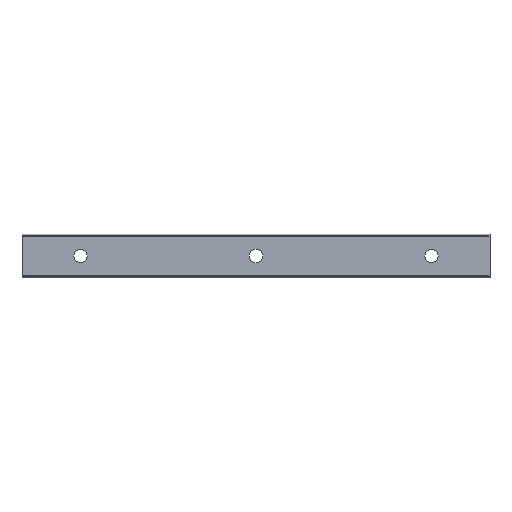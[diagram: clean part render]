
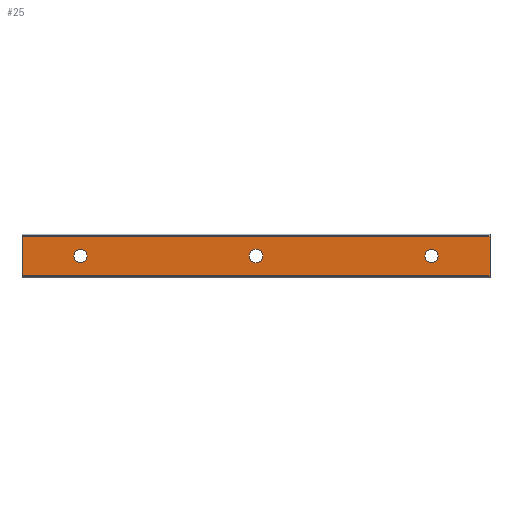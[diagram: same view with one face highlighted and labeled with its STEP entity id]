
A CAD part, front view. The second image highlights one B-rep face of the part: STEP entity #25.
In plain terms, the highlighted planar face has unit normal (0, -1, 0).
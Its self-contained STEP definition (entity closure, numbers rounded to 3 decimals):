
#3 = CARTESIAN_POINT ( 'NONE',  ( 140., 0., 6.786 ) ) ;
#13 = VECTOR ( 'NONE', #1489, 1000. ) ;
#25 = ADVANCED_FACE ( 'NONE', ( #777, #1270, #630, #346 ), #1713, .F. ) ;
#35 = VECTOR ( 'NONE', #562, 1000. ) ;
#75 = VERTEX_POINT ( 'NONE', #1105 ) ;
#87 = ORIENTED_EDGE ( 'NONE', *, *, #121, .F. ) ;
#111 = AXIS2_PLACEMENT_3D ( 'NONE', #714, #1788, #1496 ) ;
#113 = VECTOR ( 'NONE', #1372, 1000. ) ;
#119 = EDGE_CURVE ( 'NONE', #631, #1384, #614, .T. ) ;
#121 = EDGE_CURVE ( 'NONE', #1094, #75, #1308, .T. ) ;
#174 = EDGE_CURVE ( 'NONE', #1455, #769, #975, .T. ) ;
#194 = DIRECTION ( 'NONE',  ( 0., 1., 0. ) ) ;
#202 = DIRECTION ( 'NONE',  ( 0., 0., 1. ) ) ;
#226 = ORIENTED_EDGE ( 'NONE', *, *, #1747, .F. ) ;
#277 = LINE ( 'NONE', #905, #113 ) ;
#346 = FACE_BOUND ( 'NONE', #1451, .T. ) ;
#359 = EDGE_LOOP ( 'NONE', ( #226, #1206 ) ) ;
#397 = AXIS2_PLACEMENT_3D ( 'NONE', #472, #1097, #1997 ) ;
#404 = CARTESIAN_POINT ( 'NONE',  ( 0., 0., 0. ) ) ;
#413 = DIRECTION ( 'NONE',  ( 0., -1., 0. ) ) ;
#472 = CARTESIAN_POINT ( 'NONE',  ( 0., 0., 0. ) ) ;
#522 = CARTESIAN_POINT ( 'NONE',  ( 0., 0., 2.25 ) ) ;
#562 = DIRECTION ( 'NONE',  ( 0., 0., -1. ) ) ;
#576 = CARTESIAN_POINT ( 'NONE',  ( -20., 0., 6.786 ) ) ;
#614 = CIRCLE ( 'NONE', #1893, 2.25 ) ;
#630 = FACE_BOUND ( 'NONE', #359, .T. ) ;
#631 = VERTEX_POINT ( 'NONE', #866 ) ;
#665 = DIRECTION ( 'NONE',  ( 0., 0., 1. ) ) ;
#668 = EDGE_CURVE ( 'NONE', #1142, #1302, #1009, .T. ) ;
#714 = CARTESIAN_POINT ( 'NONE',  ( 60., 0., 0. ) ) ;
#769 = VERTEX_POINT ( 'NONE', #1875 ) ;
#777 = FACE_OUTER_BOUND ( 'NONE', #1217, .T. ) ;
#782 = EDGE_CURVE ( 'NONE', #1384, #631, #1802, .T. ) ;
#820 = ORIENTED_EDGE ( 'NONE', *, *, #668, .F. ) ;
#841 = DIRECTION ( 'NONE',  ( 0., -1., 0. ) ) ;
#842 = DIRECTION ( 'NONE',  ( 0., -1., 0. ) ) ;
#866 = CARTESIAN_POINT ( 'NONE',  ( 0., 0., -2.25 ) ) ;
#886 = CARTESIAN_POINT ( 'NONE',  ( 60., 0., 0. ) ) ;
#894 = CARTESIAN_POINT ( 'NONE',  ( 120., 0., -2.25 ) ) ;
#899 = AXIS2_PLACEMENT_3D ( 'NONE', #886, #1171, #1981 ) ;
#905 = CARTESIAN_POINT ( 'NONE',  ( 140., 0., 6.786 ) ) ;
#936 = CIRCLE ( 'NONE', #1429, 2.25 ) ;
#975 = CIRCLE ( 'NONE', #1953, 2.25 ) ;
#1009 = LINE ( 'NONE', #1949, #35 ) ;
#1037 = DIRECTION ( 'NONE',  ( 0., 0., 1. ) ) ;
#1094 = VERTEX_POINT ( 'NONE', #1355 ) ;
#1097 = DIRECTION ( 'NONE',  ( 0., -1., 0. ) ) ;
#1105 = CARTESIAN_POINT ( 'NONE',  ( -20., 0., 6.786 ) ) ;
#1112 = CARTESIAN_POINT ( 'NONE',  ( 120., 0., 0. ) ) ;
#1142 = VERTEX_POINT ( 'NONE', #1239 ) ;
#1147 = EDGE_LOOP ( 'NONE', ( #1303, #1375 ) ) ;
#1170 = AXIS2_PLACEMENT_3D ( 'NONE', #3, #194, #665 ) ;
#1171 = DIRECTION ( 'NONE',  ( 0., -1., 0. ) ) ;
#1206 = ORIENTED_EDGE ( 'NONE', *, *, #174, .F. ) ;
#1217 = EDGE_LOOP ( 'NONE', ( #1758, #820, #1341, #87 ) ) ;
#1239 = CARTESIAN_POINT ( 'NONE',  ( 140., 0., 6.786 ) ) ;
#1270 = FACE_BOUND ( 'NONE', #1147, .T. ) ;
#1272 = VECTOR ( 'NONE', #1933, 1000. ) ;
#1302 = VERTEX_POINT ( 'NONE', #1777 ) ;
#1303 = ORIENTED_EDGE ( 'NONE', *, *, #782, .F. ) ;
#1308 = LINE ( 'NONE', #576, #1272 ) ;
#1321 = CIRCLE ( 'NONE', #111, 2.25 ) ;
#1341 = ORIENTED_EDGE ( 'NONE', *, *, #1914, .F. ) ;
#1355 = CARTESIAN_POINT ( 'NONE',  ( -20., 0., -6.786 ) ) ;
#1372 = DIRECTION ( 'NONE',  ( 1., 0., 0. ) ) ;
#1375 = ORIENTED_EDGE ( 'NONE', *, *, #119, .F. ) ;
#1384 = VERTEX_POINT ( 'NONE', #522 ) ;
#1390 = EDGE_CURVE ( 'NONE', #1778, #1552, #1783, .T. ) ;
#1426 = EDGE_CURVE ( 'NONE', #1552, #1778, #1321, .T. ) ;
#1429 = AXIS2_PLACEMENT_3D ( 'NONE', #1112, #841, #202 ) ;
#1433 = EDGE_CURVE ( 'NONE', #1302, #1094, #1657, .T. ) ;
#1451 = EDGE_LOOP ( 'NONE', ( #1772, #1670 ) ) ;
#1455 = VERTEX_POINT ( 'NONE', #894 ) ;
#1489 = DIRECTION ( 'NONE',  ( -1., 0., 0. ) ) ;
#1496 = DIRECTION ( 'NONE',  ( 0., 0., 1. ) ) ;
#1552 = VERTEX_POINT ( 'NONE', #1992 ) ;
#1613 = CARTESIAN_POINT ( 'NONE',  ( 120., 0., 0. ) ) ;
#1654 = DIRECTION ( 'NONE',  ( 0., 0., 1. ) ) ;
#1657 = LINE ( 'NONE', #1959, #13 ) ;
#1670 = ORIENTED_EDGE ( 'NONE', *, *, #1426, .F. ) ;
#1713 = PLANE ( 'NONE',  #1170 ) ;
#1747 = EDGE_CURVE ( 'NONE', #769, #1455, #936, .T. ) ;
#1755 = CARTESIAN_POINT ( 'NONE',  ( 60., 0., 2.25 ) ) ;
#1758 = ORIENTED_EDGE ( 'NONE', *, *, #1433, .F. ) ;
#1772 = ORIENTED_EDGE ( 'NONE', *, *, #1390, .F. ) ;
#1777 = CARTESIAN_POINT ( 'NONE',  ( 140., 0., -6.786 ) ) ;
#1778 = VERTEX_POINT ( 'NONE', #1755 ) ;
#1783 = CIRCLE ( 'NONE', #899, 2.25 ) ;
#1788 = DIRECTION ( 'NONE',  ( 0., -1., 0. ) ) ;
#1802 = CIRCLE ( 'NONE', #397, 2.25 ) ;
#1875 = CARTESIAN_POINT ( 'NONE',  ( 120., 0., 2.25 ) ) ;
#1893 = AXIS2_PLACEMENT_3D ( 'NONE', #404, #413, #1037 ) ;
#1914 = EDGE_CURVE ( 'NONE', #75, #1142, #277, .T. ) ;
#1933 = DIRECTION ( 'NONE',  ( 0., 0., 1. ) ) ;
#1949 = CARTESIAN_POINT ( 'NONE',  ( 140., 0., 6.786 ) ) ;
#1953 = AXIS2_PLACEMENT_3D ( 'NONE', #1613, #842, #1654 ) ;
#1959 = CARTESIAN_POINT ( 'NONE',  ( 140., 0., -6.786 ) ) ;
#1981 = DIRECTION ( 'NONE',  ( 0., 0., 1. ) ) ;
#1992 = CARTESIAN_POINT ( 'NONE',  ( 60., 0., -2.25 ) ) ;
#1997 = DIRECTION ( 'NONE',  ( 0., 0., 1. ) ) ;
